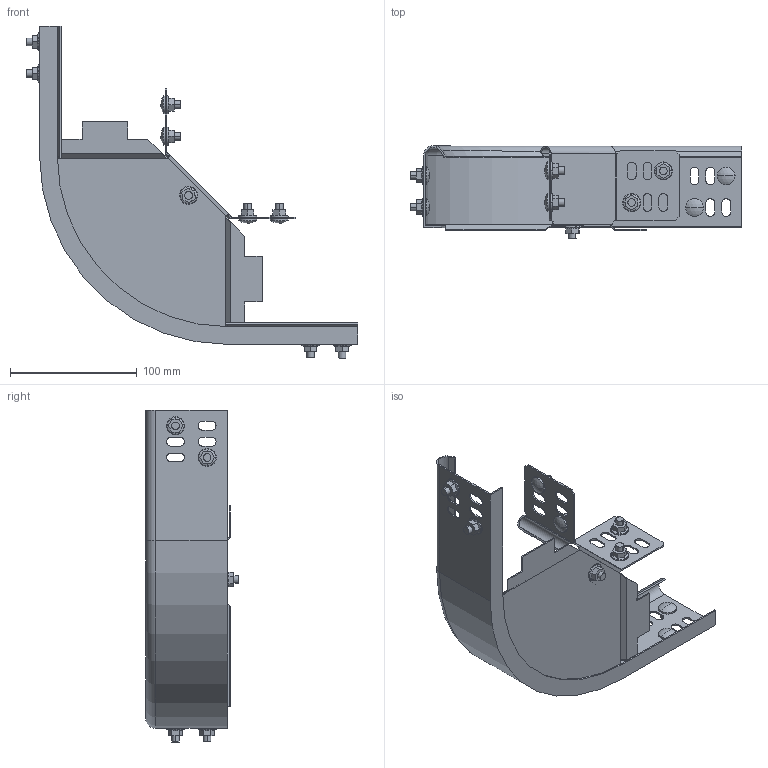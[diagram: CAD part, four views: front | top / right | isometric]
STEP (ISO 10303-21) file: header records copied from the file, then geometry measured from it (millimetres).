
FILE_DESCRIPTION (( 'STEP AP214' ), '1' );
FILE_NAME ('6043216.stp', '2019-01-16T14:03:04', ( '' ), ( '' ), 'SwSTEP 2.0', 'SolidWorks 2018', '' );
FILE_SCHEMA (( 'AUTOMOTIVE_DESIGN' ));
Length unit declared in the file: millimetre
Products named in the file (6): KTS 14.001-017_M8x25-; KTS 07.047-001_Winkelverbinder 90ø; KTS 06.155-023_Aussenhol-NB-100u.150 R 148,5; KTS 06.121-015_Standard; 6043216; 009561_Hexagon Flange Nut DIN 6923 - M6 - C
Assembly tree (21 placements, depth 2):
  6043216
    KTS 06.121-015_Standard
    KTS 06.155-023_Aussenhol-NB-100u.150 R 148,5
    KTS 07.047-001_Winkelverbinder 90ø
    KTS 14.001-017_M8x25-  x9
    009561_Hexagon Flange Nut DIN 6923 - M6 - C  x9
Bounding box: 262.25 x 73 x 262.25 mm (x, y, z)
Volume: 92221.4 mm3; surface area: 151539.5 mm2
Topology: 21 solids, 21 shells, 478 faces, 1191 edges, 773 vertices
Faces by surface type: plane 278, cylinder 131, cone 21, torus 20, sphere 18, bspline 10
Entity records: 8967 total; most frequent: CARTESIAN_POINT 1904, ORIENTED_EDGE 1422, DIRECTION 1377, EDGE_CURVE 711, LINE 469, VECTOR 469, VERTEX_POINT 461, AXIS2_PLACEMENT_3D 454
